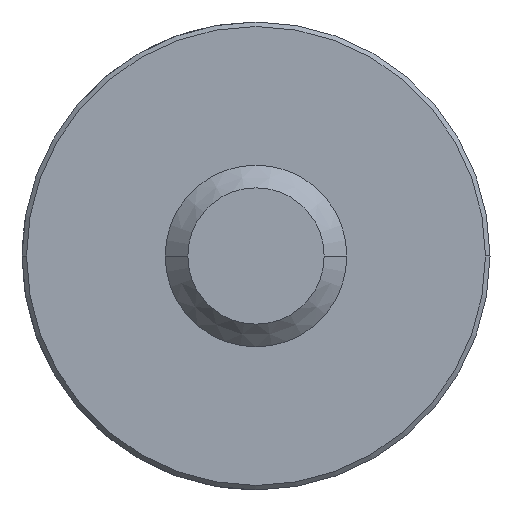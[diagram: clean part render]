
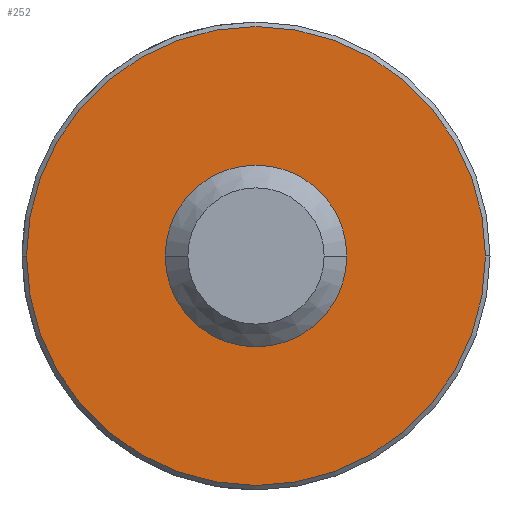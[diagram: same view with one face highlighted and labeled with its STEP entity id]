
A CAD part, front view. The second image highlights one B-rep face of the part: STEP entity #252.
In plain terms, the highlighted planar face has unit normal (0, -1, 0).
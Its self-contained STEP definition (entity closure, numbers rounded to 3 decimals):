
#1 = DIRECTION ( 'NONE',  ( 0., -1., 0. ) ) ;
#8 = EDGE_CURVE ( 'NONE', #29, #503, #634, .T. ) ;
#17 = CARTESIAN_POINT ( 'NONE',  ( 1163.604, 1102.141, 0. ) ) ;
#22 = CIRCLE ( 'NONE', #542, 3. ) ;
#29 = VERTEX_POINT ( 'NONE', #515 ) ;
#38 = AXIS2_PLACEMENT_3D ( 'NONE', #533, #716, #661 ) ;
#41 = AXIS2_PLACEMENT_3D ( 'NONE', #570, #42, #457 ) ;
#42 = DIRECTION ( 'NONE',  ( 0., 1., 0. ) ) ;
#99 = EDGE_CURVE ( 'NONE', #503, #29, #22, .T. ) ;
#111 = FACE_OUTER_BOUND ( 'NONE', #557, .T. ) ;
#124 = EDGE_CURVE ( 'NONE', #453, #509, #133, .T. ) ;
#133 = CIRCLE ( 'NONE', #38, 10.1 ) ;
#147 = CARTESIAN_POINT ( 'NONE',  ( 1143.404, 1102.141, 0. ) ) ;
#160 = EDGE_CURVE ( 'NONE', #509, #453, #183, .T. ) ;
#164 = ORIENTED_EDGE ( 'NONE', *, *, #124, .F. ) ;
#169 = DIRECTION ( 'NONE',  ( 0., 1., 0. ) ) ;
#183 = CIRCLE ( 'NONE', #362, 10.1 ) ;
#249 = CARTESIAN_POINT ( 'NONE',  ( 1155.004, 1102.141, 0. ) ) ;
#252 = ADVANCED_FACE ( 'NONE', ( #111, #402 ), #303, .T. ) ;
#277 = CARTESIAN_POINT ( 'NONE',  ( 1156.504, 1102.141, 0. ) ) ;
#303 = PLANE ( 'NONE',  #678 ) ;
#316 = DIRECTION ( 'NONE',  ( 0., 1., 0. ) ) ;
#317 = ORIENTED_EDGE ( 'NONE', *, *, #160, .F. ) ;
#362 = AXIS2_PLACEMENT_3D ( 'NONE', #654, #316, #722 ) ;
#402 = FACE_BOUND ( 'NONE', #455, .T. ) ;
#422 = DIRECTION ( 'NONE',  ( 1., 0., 0. ) ) ;
#453 = VERTEX_POINT ( 'NONE', #17 ) ;
#455 = EDGE_LOOP ( 'NONE', ( #682, #642 ) ) ;
#457 = DIRECTION ( 'NONE',  ( 1., 0., 0. ) ) ;
#473 = CARTESIAN_POINT ( 'NONE',  ( 1153.504, 1102.141, 0. ) ) ;
#503 = VERTEX_POINT ( 'NONE', #277 ) ;
#509 = VERTEX_POINT ( 'NONE', #147 ) ;
#515 = CARTESIAN_POINT ( 'NONE',  ( 1150.504, 1102.141, 0. ) ) ;
#533 = CARTESIAN_POINT ( 'NONE',  ( 1153.504, 1102.141, 0. ) ) ;
#542 = AXIS2_PLACEMENT_3D ( 'NONE', #473, #169, #706 ) ;
#557 = EDGE_LOOP ( 'NONE', ( #317, #164 ) ) ;
#570 = CARTESIAN_POINT ( 'NONE',  ( 1153.504, 1102.141, 0. ) ) ;
#634 = CIRCLE ( 'NONE', #41, 3. ) ;
#642 = ORIENTED_EDGE ( 'NONE', *, *, #8, .T. ) ;
#654 = CARTESIAN_POINT ( 'NONE',  ( 1153.504, 1102.141, 0. ) ) ;
#661 = DIRECTION ( 'NONE',  ( -1., 0., 0. ) ) ;
#678 = AXIS2_PLACEMENT_3D ( 'NONE', #249, #1, #422 ) ;
#682 = ORIENTED_EDGE ( 'NONE', *, *, #99, .T. ) ;
#706 = DIRECTION ( 'NONE',  ( 1., 0., 0. ) ) ;
#716 = DIRECTION ( 'NONE',  ( 0., 1., 0. ) ) ;
#722 = DIRECTION ( 'NONE',  ( -1., 0., 0. ) ) ;
